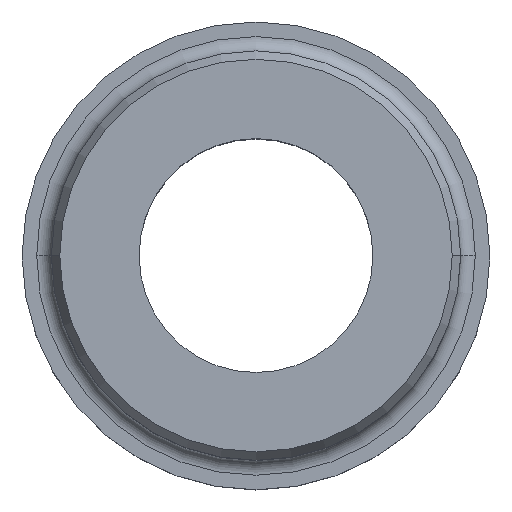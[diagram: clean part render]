
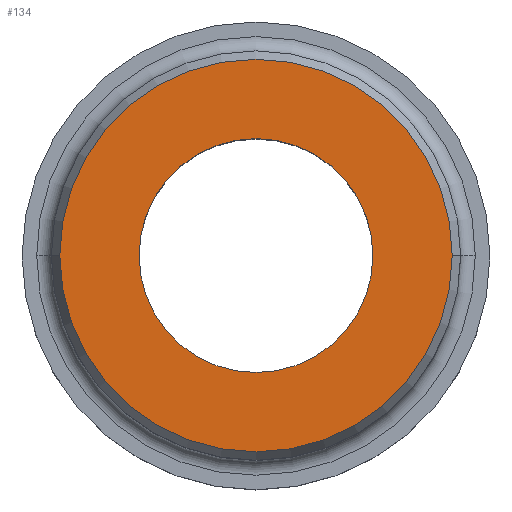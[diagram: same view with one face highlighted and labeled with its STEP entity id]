
A CAD part, top view. The second image highlights one B-rep face of the part: STEP entity #134.
In plain terms, the highlighted planar face has unit normal (0, 0, 1).
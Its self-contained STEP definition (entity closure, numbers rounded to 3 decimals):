
#80=VERTEX_POINT('',#208);
#108=VERTEX_POINT('',#242);
#134=ADVANCED_FACE('',(#273,#274),#275,.T.);
#146=EDGE_CURVE('',#80,#154,#288,.T.);
#150=VERTEX_POINT('',#292);
#154=VERTEX_POINT('',#296);
#170=EDGE_CURVE('',#150,#108,#312,.T.);
#182=EDGE_CURVE('',#108,#150,#326,.T.);
#184=EDGE_CURVE('',#154,#80,#328,.T.);
#208=CARTESIAN_POINT('',(4.0,0.0,10.0));
#242=CARTESIAN_POINT('',(-6.711,0.,10.0));
#273=FACE_BOUND('',#421,.T.);
#274=FACE_OUTER_BOUND('',#422,.T.);
#275=PLANE('',#423);
#288=CIRCLE('',#439,4.0);
#292=CARTESIAN_POINT('',(6.711,0.0,10.0));
#296=CARTESIAN_POINT('',(-4.0,0.,10.0));
#312=CIRCLE('',#472,6.711);
#326=CIRCLE('',#489,6.711);
#328=CIRCLE('',#492,4.0);
#421=EDGE_LOOP('',(#593,#594));
#422=EDGE_LOOP('',(#595,#596));
#423=AXIS2_PLACEMENT_3D('',#597,#598,#599);
#439=AXIS2_PLACEMENT_3D('',#613,#614,#615);
#472=AXIS2_PLACEMENT_3D('',#630,#631,#632);
#489=AXIS2_PLACEMENT_3D('',#655,#656,#657);
#492=AXIS2_PLACEMENT_3D('',#658,#659,#660);
#593=ORIENTED_EDGE('',*,*,#146,.F.);
#594=ORIENTED_EDGE('',*,*,#184,.F.);
#595=ORIENTED_EDGE('',*,*,#170,.T.);
#596=ORIENTED_EDGE('',*,*,#182,.T.);
#597=CARTESIAN_POINT('',(5.356,0.0,10.0));
#598=DIRECTION('',(0.0,0.0,1.0));
#599=DIRECTION('',(1.0,-0.0,-0.0));
#613=CARTESIAN_POINT('',(0.0,0.0,10.0));
#614=DIRECTION('',(0.0,0.0,1.0));
#615=DIRECTION('',(1.0,0.0,0.0));
#630=CARTESIAN_POINT('',(0.0,0.0,10.0));
#631=DIRECTION('',(0.0,0.0,1.0));
#632=DIRECTION('',(1.0,0.0,0.0));
#655=CARTESIAN_POINT('',(0.0,0.0,10.0));
#656=DIRECTION('',(0.0,0.0,1.0));
#657=DIRECTION('',(1.0,0.0,0.0));
#658=CARTESIAN_POINT('',(0.0,0.0,10.0));
#659=DIRECTION('',(0.0,0.0,1.0));
#660=DIRECTION('',(1.0,0.0,0.0));
